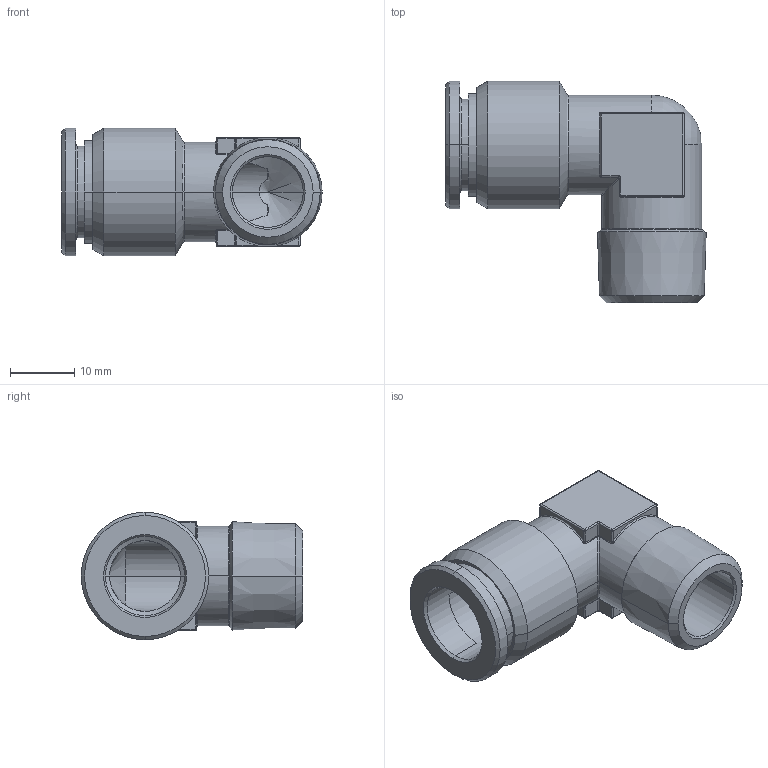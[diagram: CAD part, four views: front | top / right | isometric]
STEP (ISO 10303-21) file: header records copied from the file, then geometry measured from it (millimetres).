
FILE_DESCRIPTION((''),'2;1');
FILE_NAME('mxm.14.12.38',(''),('sopra-pneumatic'),'PRO/ENGINEER BY PARAMETRIC TECHNOLOGY CORPORATION, 2015110','PRO/ENGINEER BY PARAMETRIC TECHNOLOGY CORPORATION, 2015110','');
FILE_SCHEMA(('CONFIG_CONTROL_DESIGN'));
Length unit declared in the file: millimetre
Products named in the file (1): 380875B_950X4-12FF-3-8K
Bounding box: 40.44 x 34.4 x 19.8 mm (x, y, z)
Volume: 7094.4 mm3; surface area: 5946.8 mm2
Topology: 1 solids, 1 shells, 142 faces, 312 edges, 174 vertices
Faces by surface type: cylinder 52, cone 26, plane 21, torus 18, sphere 13, bspline 12
Entity records: 4836 total; most frequent: CARTESIAN_POINT 1705, DIRECTION 700, ORIENTED_EDGE 618, EDGE_CURVE 309, AXIS2_PLACEMENT_3D 295, VERTEX_POINT 174, CIRCLE 165, EDGE_LOOP 149
